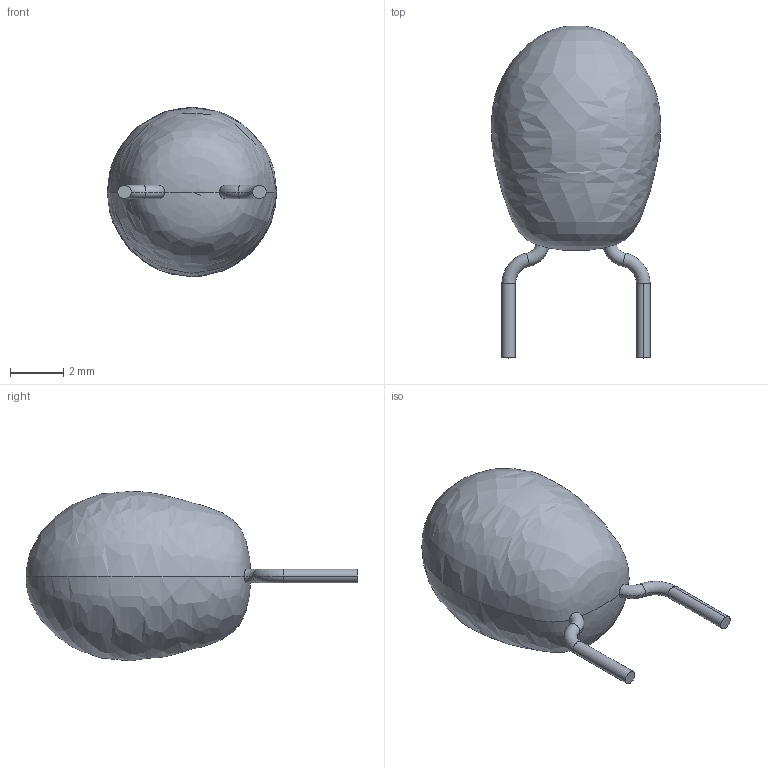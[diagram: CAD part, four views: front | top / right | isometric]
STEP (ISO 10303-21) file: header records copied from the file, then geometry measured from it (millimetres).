
FILE_DESCRIPTION (( 'STEP AP214' ), '1' );
FILE_NAME ('01729B0E-6C21-4D5C-9400-7EC406A96A34.STEP', '2008-07-05T07:54:13', ( 'sysAdmin' ), ( 'SolidWorks' ), 'SwSTEP 2.0', 'SolidWorks 2008', '' );
FILE_SCHEMA (( 'AUTOMOTIVE_DESIGN' ));
Length unit declared in the file: inch
Products named in the file (1): 01729B0E-6C21-4D5C-9400-7EC406A96A34
Bounding box: 6.39 x 12.52 x 6.39 mm (x, y, z)
Volume: 191.5 mm3; surface area: 178.2 mm2
Topology: 1 solids, 1 shells, 16 faces, 38 edges, 20 vertices
Faces by surface type: torus 8, cylinder 4, bspline 2, plane 2
Entity records: 633 total; most frequent: CARTESIAN_POINT 239, DIRECTION 78, ORIENTED_EDGE 68, AXIS2_PLACEMENT_3D 37, EDGE_CURVE 34, CIRCLE 22, VERTEX_POINT 20, ADVANCED_FACE 16
